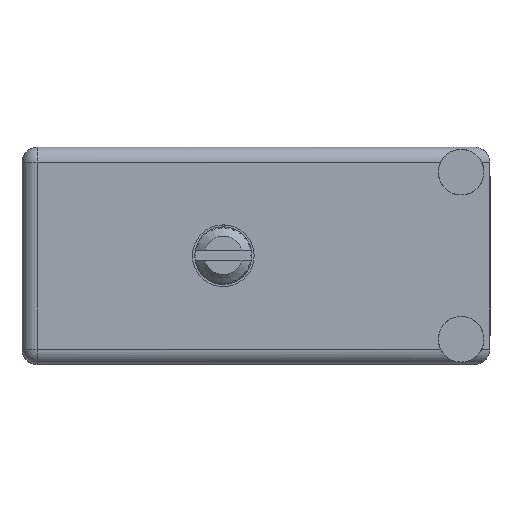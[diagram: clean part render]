
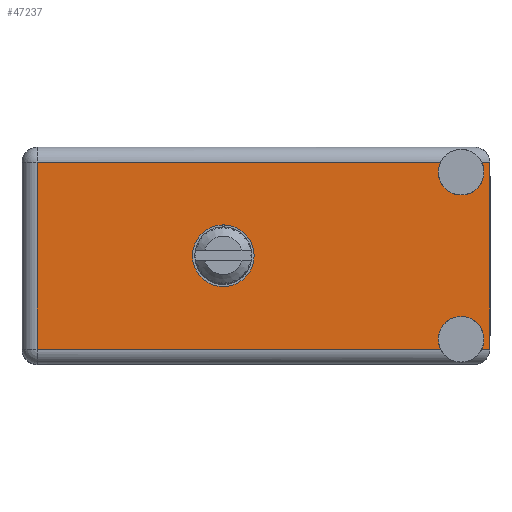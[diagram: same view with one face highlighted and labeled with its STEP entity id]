
A CAD part, top view. The second image highlights one B-rep face of the part: STEP entity #47237.
In plain terms, the highlighted face is planar.
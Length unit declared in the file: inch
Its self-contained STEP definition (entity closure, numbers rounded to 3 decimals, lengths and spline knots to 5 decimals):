
#863 = CARTESIAN_POINT ( 'NONE',  ( 0.6625, 0.906, -0.459 ) ) ;
#1140 = DIRECTION ( 'NONE',  ( 0., 0., 1. ) ) ;
#1539 = LINE ( 'NONE', #53616, #187245 ) ;
#1737 = CARTESIAN_POINT ( 'NONE',  ( 0., 0.906, -0.665 ) ) ;
#8273 = EDGE_CURVE ( 'NONE', #23268, #169341, #95202, .T. ) ;
#8943 = DIRECTION ( 'NONE',  ( 0., 1., 0. ) ) ;
#10193 = CIRCLE ( 'NONE', #73867, 0.075 ) ;
#11468 = AXIS2_PLACEMENT_3D ( 'NONE', #177810, #60682, #118248 ) ;
#12902 = VERTEX_POINT ( 'NONE', #38191 ) ;
#16411 = CARTESIAN_POINT ( 'NONE',  ( 1.445, 0.906, -0.1575 ) ) ;
#18070 = DIRECTION ( 'NONE',  ( 0., 0., 1. ) ) ;
#20610 = VECTOR ( 'NONE', #1140, 39.37008 ) ;
#21816 = ORIENTED_EDGE ( 'NONE', *, *, #135472, .T. ) ;
#23268 = VERTEX_POINT ( 'NONE', #16411 ) ;
#25656 = DIRECTION ( 'NONE',  ( 0., 1., 0. ) ) ;
#26486 = AXIS2_PLACEMENT_3D ( 'NONE', #65454, #93044, #121725 ) ;
#27036 = DIRECTION ( 'NONE',  ( -1., 0., 0. ) ) ;
#28384 = VERTEX_POINT ( 'NONE', #125987 ) ;
#28679 = ORIENTED_EDGE ( 'NONE', *, *, #42413, .F. ) ;
#29736 = CIRCLE ( 'NONE', #129587, 0.075 ) ;
#30712 = CARTESIAN_POINT ( 'NONE',  ( 0.6625, 0.906, -0.3575 ) ) ;
#31568 = CARTESIAN_POINT ( 'NONE',  ( 1.539, 0.906, 0. ) ) ;
#31626 = AXIS2_PLACEMENT_3D ( 'NONE', #109694, #8943, #82198 ) ;
#34417 = VECTOR ( 'NONE', #18070, 39.37008 ) ;
#35326 = VERTEX_POINT ( 'NONE', #163657 ) ;
#38191 = CARTESIAN_POINT ( 'NONE',  ( 1.51259, 0.906, -0.665 ) ) ;
#42345 = DIRECTION ( 'NONE',  ( 0., 1., 0. ) ) ;
#42413 = EDGE_CURVE ( 'NONE', #35326, #82954, #10193, .T. ) ;
#43011 = DIRECTION ( 'NONE',  ( 0., 0., 1. ) ) ;
#43646 = DIRECTION ( 'NONE',  ( 0., 1., 0. ) ) ;
#43766 = CARTESIAN_POINT ( 'NONE',  ( 0., 0.906, -0.665 ) ) ;
#44934 = CARTESIAN_POINT ( 'NONE',  ( 1.445, 0.906, -0.6325 ) ) ;
#46036 = CARTESIAN_POINT ( 'NONE',  ( 1.37741, 0.906, -0.05 ) ) ;
#47237 = ADVANCED_FACE ( 'NONE', ( #75599, #176339 ), #134246, .T. ) ;
#47895 = DIRECTION ( 'NONE',  ( 1., 0., 0. ) ) ;
#47906 = DIRECTION ( 'NONE',  ( 0., 0., 1. ) ) ;
#49006 = CARTESIAN_POINT ( 'NONE',  ( 1.539, 0.906, -0.665 ) ) ;
#51763 = LINE ( 'NONE', #1737, #122619 ) ;
#51978 = ORIENTED_EDGE ( 'NONE', *, *, #187778, .F. ) ;
#53616 = CARTESIAN_POINT ( 'NONE',  ( 1.539, 0.906, -0.05 ) ) ;
#55122 = LINE ( 'NONE', #162604, #20610 ) ;
#55207 = ORIENTED_EDGE ( 'NONE', *, *, #128151, .T. ) ;
#60682 = DIRECTION ( 'NONE',  ( 0., 1., 0. ) ) ;
#61182 = VERTEX_POINT ( 'NONE', #169632 ) ;
#62656 = CARTESIAN_POINT ( 'NONE',  ( 1.539, 0.906, -0.05 ) ) ;
#63730 = ORIENTED_EDGE ( 'NONE', *, *, #155410, .F. ) ;
#65454 = CARTESIAN_POINT ( 'NONE',  ( 1.445, 0.906, -0.0825 ) ) ;
#65522 = AXIS2_PLACEMENT_3D ( 'NONE', #114718, #25656, #158274 ) ;
#69066 = CARTESIAN_POINT ( 'NONE',  ( 1.539, 0.906, -0.05 ) ) ;
#73867 = AXIS2_PLACEMENT_3D ( 'NONE', #44934, #43646, #133848 ) ;
#75599 = FACE_BOUND ( 'NONE', #157627, .T. ) ;
#80437 = VECTOR ( 'NONE', #27036, 39.37008 ) ;
#80613 = LINE ( 'NONE', #43766, #80437 ) ;
#81530 = EDGE_CURVE ( 'NONE', #28384, #94050, #180622, .T. ) ;
#82198 = DIRECTION ( 'NONE',  ( 0., 0., 1. ) ) ;
#82954 = VERTEX_POINT ( 'NONE', #121717 ) ;
#84399 = VECTOR ( 'NONE', #47895, 39.37008 ) ;
#86009 = EDGE_LOOP ( 'NONE', ( #140841, #186365, #104334, #97452, #63730, #179358, #176128, #28679, #55207, #21816 ) ) ;
#93044 = DIRECTION ( 'NONE',  ( 0., 1., 0. ) ) ;
#94050 = VERTEX_POINT ( 'NONE', #69066 ) ;
#95202 = CIRCLE ( 'NONE', #26486, 0.075 ) ;
#97452 = ORIENTED_EDGE ( 'NONE', *, *, #81530, .T. ) ;
#104334 = ORIENTED_EDGE ( 'NONE', *, *, #186263, .F. ) ;
#106200 = CARTESIAN_POINT ( 'NONE',  ( 1.445, 0.906, -0.0825 ) ) ;
#108072 = VERTEX_POINT ( 'NONE', #863 ) ;
#109694 = CARTESIAN_POINT ( 'NONE',  ( 0.6625, 0.906, -0.3575 ) ) ;
#112367 = VERTEX_POINT ( 'NONE', #137373 ) ;
#114718 = CARTESIAN_POINT ( 'NONE',  ( 1.445, 0.906, -0.6325 ) ) ;
#115070 = EDGE_CURVE ( 'NONE', #112367, #169341, #1539, .T. ) ;
#115079 = CARTESIAN_POINT ( 'NONE',  ( 0.05, 0.906, -0.665 ) ) ;
#115359 = VERTEX_POINT ( 'NONE', #115079 ) ;
#118248 = DIRECTION ( 'NONE',  ( 0., 0., 1. ) ) ;
#120832 = DIRECTION ( 'NONE',  ( -1., 0., 0. ) ) ;
#121717 = CARTESIAN_POINT ( 'NONE',  ( 1.445, 0.906, -0.5575 ) ) ;
#121725 = DIRECTION ( 'NONE',  ( 0., 0., 1. ) ) ;
#122619 = VECTOR ( 'NONE', #120832, 39.37008 ) ;
#122915 = EDGE_CURVE ( 'NONE', #82954, #12902, #183930, .T. ) ;
#125987 = CARTESIAN_POINT ( 'NONE',  ( 1.51259, 0.906, -0.05 ) ) ;
#128151 = EDGE_CURVE ( 'NONE', #35326, #115359, #51763, .T. ) ;
#129587 = AXIS2_PLACEMENT_3D ( 'NONE', #106200, #135570, #47906 ) ;
#132629 = AXIS2_PLACEMENT_3D ( 'NONE', #30712, #42345, #43011 ) ;
#133848 = DIRECTION ( 'NONE',  ( 0., 0., 1. ) ) ;
#134246 = PLANE ( 'NONE',  #11468 ) ;
#135472 = EDGE_CURVE ( 'NONE', #115359, #112367, #55122, .T. ) ;
#135570 = DIRECTION ( 'NONE',  ( 0., 1., 0. ) ) ;
#137373 = CARTESIAN_POINT ( 'NONE',  ( 0.05, 0.906, -0.05 ) ) ;
#140841 = ORIENTED_EDGE ( 'NONE', *, *, #115070, .T. ) ;
#141653 = ORIENTED_EDGE ( 'NONE', *, *, #143528, .F. ) ;
#143528 = EDGE_CURVE ( 'NONE', #108072, #61182, #171316, .T. ) ;
#149758 = VERTEX_POINT ( 'NONE', #49006 ) ;
#153517 = CIRCLE ( 'NONE', #31626, 0.1015 ) ;
#155410 = EDGE_CURVE ( 'NONE', #149758, #94050, #165161, .T. ) ;
#157627 = EDGE_LOOP ( 'NONE', ( #51978, #141653 ) ) ;
#158274 = DIRECTION ( 'NONE',  ( 0., 0., 1. ) ) ;
#162273 = EDGE_CURVE ( 'NONE', #149758, #12902, #80613, .T. ) ;
#162604 = CARTESIAN_POINT ( 'NONE',  ( 0.05, 0.906, -0.715 ) ) ;
#163657 = CARTESIAN_POINT ( 'NONE',  ( 1.37741, 0.906, -0.665 ) ) ;
#165161 = LINE ( 'NONE', #31568, #34417 ) ;
#169341 = VERTEX_POINT ( 'NONE', #46036 ) ;
#169632 = CARTESIAN_POINT ( 'NONE',  ( 0.6625, 0.906, -0.256 ) ) ;
#170757 = DIRECTION ( 'NONE',  ( 1., 0., 0. ) ) ;
#171316 = CIRCLE ( 'NONE', #132629, 0.1015 ) ;
#176128 = ORIENTED_EDGE ( 'NONE', *, *, #122915, .F. ) ;
#176339 = FACE_OUTER_BOUND ( 'NONE', #86009, .T. ) ;
#177810 = CARTESIAN_POINT ( 'NONE',  ( 0., 0.906, -0.715 ) ) ;
#179358 = ORIENTED_EDGE ( 'NONE', *, *, #162273, .T. ) ;
#180622 = LINE ( 'NONE', #62656, #84399 ) ;
#183930 = CIRCLE ( 'NONE', #65522, 0.075 ) ;
#186263 = EDGE_CURVE ( 'NONE', #28384, #23268, #29736, .T. ) ;
#186365 = ORIENTED_EDGE ( 'NONE', *, *, #8273, .F. ) ;
#187245 = VECTOR ( 'NONE', #170757, 39.37008 ) ;
#187778 = EDGE_CURVE ( 'NONE', #61182, #108072, #153517, .T. ) ;
